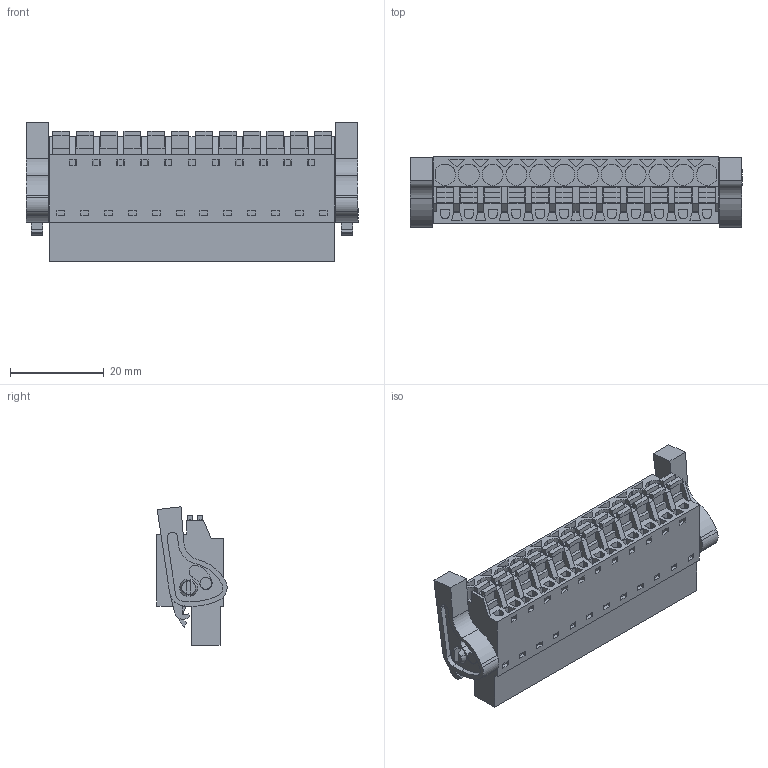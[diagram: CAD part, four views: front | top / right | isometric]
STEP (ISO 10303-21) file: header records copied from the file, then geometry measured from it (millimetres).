
FILE_DESCRIPTION(('CATIA V5 STEP Exchange','CAx-IF Rec.Pracs.--- Model Styling and Organization---1.2---2011-12-15'),'2;1');
FILE_NAME ('D1446630_0_1014480000_1014480000.stp','2017-04-29T06:06:42+00:00',('none'),('Weidmueller'),'CATIA Version 5-6 Release 2014','CATIA V5 STEP AP214','none');
FILE_SCHEMA(('AUTOMOTIVE_DESIGN { 1 0 10303 214 1 1 1 1 }'));
Length unit declared in the file: millimetre
Products named in the file (1): 1014480000
Bounding box: 70.78 x 14.96 x 29.52 mm (x, y, z)
Volume: 15627.7 mm3; surface area: 11398.7 mm2
Topology: 15 solids, 15 shells, 972 faces, 2771 edges, 1923 vertices
Faces by surface type: plane 814, cylinder 149, cone 8, extrusion 1
Entity records: 31200 total; most frequent: CARTESIAN_POINT 5962, ORIENTED_EDGE 5542, DIRECTION 3982, EDGE_CURVE 2771, VECTOR 2436, LINE 2435, VERTEX_POINT 1923, EDGE_LOOP 1118
